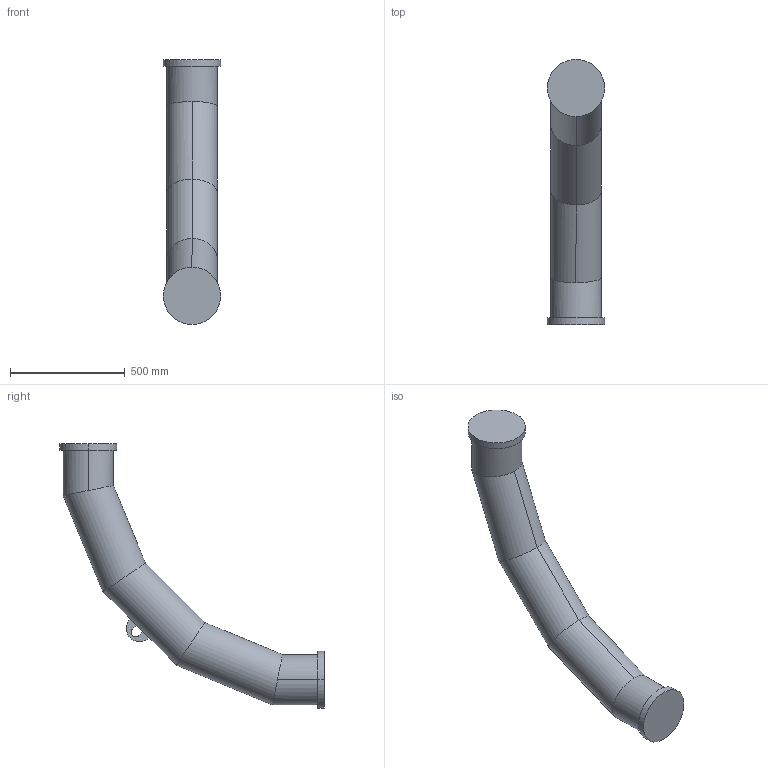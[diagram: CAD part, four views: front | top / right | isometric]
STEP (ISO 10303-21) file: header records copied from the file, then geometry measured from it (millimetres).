
FILE_DESCRIPTION (( 'STEP AP214' ), '1' );
FILE_NAME ('DN125-90-ANGLE.STEP', '2021-03-31T08:17:54', ( '' ), ( '' ), 'SwSTEP 2.0', 'SolidWorks 2017', '' );
FILE_SCHEMA (( 'AUTOMOTIVE_DESIGN' ));
Length unit declared in the file: millimetre
Products named in the file (1): DN125-90-ANGLE
Bounding box: 250 x 1155 x 1155 mm (x, y, z)
Volume: 42493938.6 mm3; surface area: 1925825.5 mm2
Topology: 1 solids, 18 shells, 84 faces, 182 edges, 104 vertices
Faces by surface type: cone 32, plane 30, cylinder 20, torus 2
Entity records: 2326 total; most frequent: DIRECTION 378, CARTESIAN_POINT 375, ORIENTED_EDGE 300, AXIS2_PLACEMENT_3D 155, EDGE_CURVE 150, VERTEX_POINT 104, EDGE_LOOP 88, ADVANCED_FACE 84
